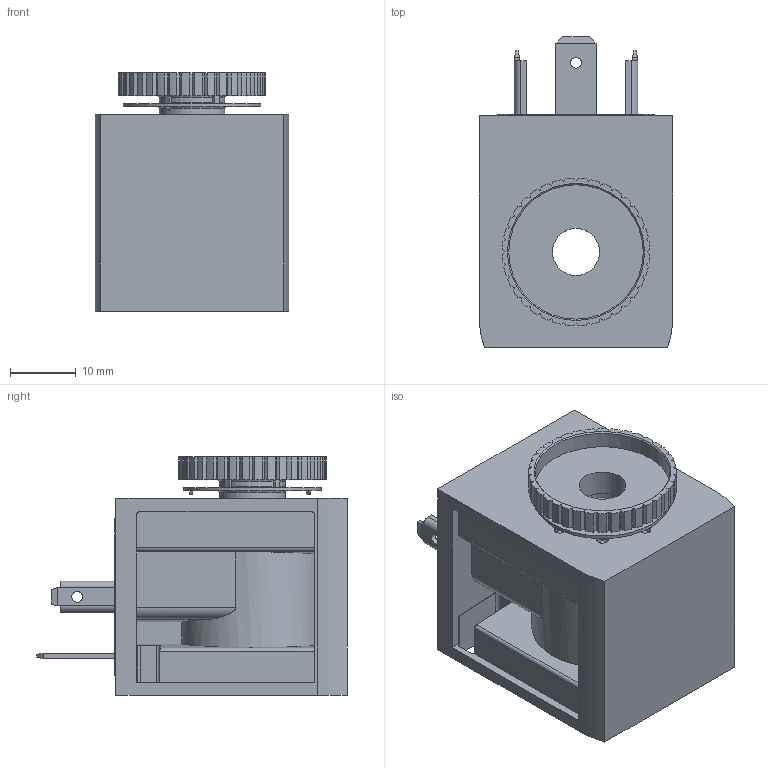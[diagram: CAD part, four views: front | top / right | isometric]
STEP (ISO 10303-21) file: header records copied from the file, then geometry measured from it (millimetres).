
FILE_DESCRIPTION(/* description */ ('STEP AP214'),/* implementation_level */ '2;1');
FILE_NAME(/* name */ '8030822_VACF-A-A1-1',/* time_stamp */ '2024-09-16T05:27:20+02:00',/* author */ ('License CC BY-ND 4.0'),/* organization */ ('CADENAS'),/* preprocessor_version */ 'ST-DEVELOPER v19.3',/* originating_system */ 'PARTsolutions',/* authorisation */ ' ');
FILE_SCHEMA (('AUTOMOTIVE_DESIGN {1 0 10303 214 3 1 1}'));
Length unit declared in the file: millimetre
Products named in the file (3): 8030822 VACF-A-A1-1; 8030822 VACF-A; 2250558 VACF-A
Assembly tree (2 placements, depth 2):
  8030822 VACF-A-A1-1
    8030822 VACF-A
    2250558 VACF-A
Bounding box: 29.5 x 47.4 x 36.35 mm (x, y, z)
Volume: 24065.2 mm3; surface area: 10801.1 mm2
Topology: 2 solids, 2 shells, 349 faces, 904 edges, 592 vertices
Faces by surface type: plane 211, cylinder 110, torus 25, cone 3
Full cylindrical faces by diameter (mm): 1.65 x3, 1.75 x16, 2.459 x1, 3.3 x1, 5 x1, 7.188 x1, 8.15 x1, 8.2 x1, 10 x1, 15.6 x2, 20.5 x1, 21 x1
Entity records: 11832 total; most frequent: CARTESIAN_POINT 1866, DIRECTION 1780, ORIENTED_EDGE 1700, EDGE_CURVE 850, AXIS2_PLACEMENT_3D 600, VERTEX_POINT 588, LINE 580, VECTOR 580
